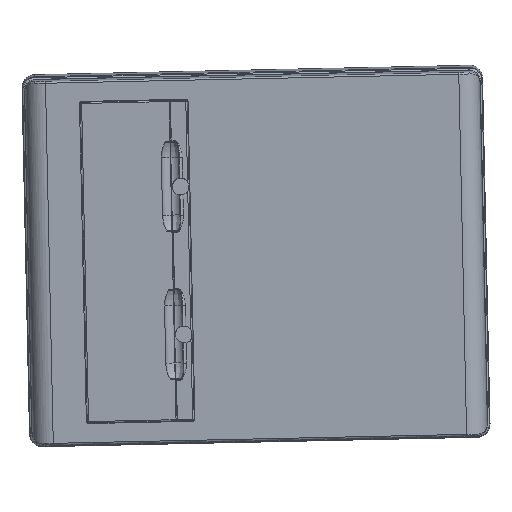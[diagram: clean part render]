
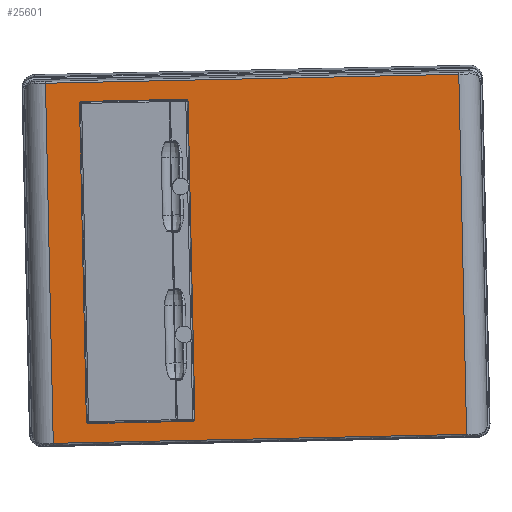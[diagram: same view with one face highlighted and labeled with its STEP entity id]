
A CAD part, top view. The second image highlights one B-rep face of the part: STEP entity #25601.
In plain terms, the highlighted face is planar.
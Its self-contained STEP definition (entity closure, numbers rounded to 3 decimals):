
#19577=CARTESIAN_POINT('',(-81.5,193.,55.));
#19578=DIRECTION('',(0.,0.,1.));
#19579=DIRECTION('',(1.,0.,0.));
#19580=AXIS2_PLACEMENT_3D('',#19577,#19578,#19579);
#19582=DIRECTION('',(-1.,0.,0.));
#19583=VECTOR('',#19582,126.);
#19584=CARTESIAN_POINT('',(-81.5,196.,55.));
#19585=LINE('',#19584,#19583);
#19586=CARTESIAN_POINT('',(-207.5,193.,55.));
#19587=DIRECTION('',(0.,0.,1.));
#19588=DIRECTION('',(0.,1.,0.));
#19589=AXIS2_PLACEMENT_3D('',#19586,#19587,#19588);
#19591=CARTESIAN_POINT('',(-207.5,-193.,55.));
#19592=DIRECTION('',(0.,0.,-1.));
#19593=DIRECTION('',(0.,-1.,0.));
#19594=AXIS2_PLACEMENT_3D('',#19591,#19592,#19593);
#19596=DIRECTION('',(-1.,0.,0.));
#19597=VECTOR('',#19596,126.);
#19598=CARTESIAN_POINT('',(-81.5,-196.,55.));
#19599=LINE('',#19598,#19597);
#19600=CARTESIAN_POINT('',(-81.5,-193.,55.));
#19601=DIRECTION('',(0.,0.,-1.));
#19602=DIRECTION('',(1.,0.,0.));
#19603=AXIS2_PLACEMENT_3D('',#19600,#19601,#19602);
#19605=DIRECTION('',(0.,-1.,0.));
#19606=VECTOR('',#19605,438.206);
#19607=CARTESIAN_POINT('',(251.303,219.103,55.));
#19608=LINE('',#19607,#19606);
#19609=DIRECTION('',(0.,-1.,0.));
#19610=VECTOR('',#19609,386.);
#19611=CARTESIAN_POINT('',(-78.5,193.,55.));
#19612=LINE('',#19611,#19610);
#21713=DIRECTION('',(0.,1.,0.));
#21714=VECTOR('',#21713,386.);
#21715=CARTESIAN_POINT('',(-210.5,-193.,55.));
#21716=LINE('',#21715,#21714);
#22980=DIRECTION('',(0.,-1.,0.));
#22981=VECTOR('',#22980,438.206);
#22982=CARTESIAN_POINT('',(-251.303,219.103,
55.));
#22983=LINE('',#22982,#22981);
#23291=CARTESIAN_POINT('',(251.303,219.103,55.));
#23302=DIRECTION('',(-1.,0.,0.));
#23303=VECTOR('',#23302,502.605);
#23304=CARTESIAN_POINT('',(251.303,219.103,55.));
#23305=LINE('',#23304,#23303);
#23633=CARTESIAN_POINT('',(251.303,-219.103,
55.));
#23643=DIRECTION('',(-1.,0.,0.));
#23644=VECTOR('',#23643,502.605);
#23645=CARTESIAN_POINT('',(251.303,-219.103,
55.));
#23646=LINE('',#23645,#23644);
#24365=VERTEX_POINT('',#23633);
#24367=CARTESIAN_POINT('',(-251.303,-219.103,
55.));
#24368=VERTEX_POINT('',#24367);
#24544=VERTEX_POINT('',#23291);
#24546=CARTESIAN_POINT('',(-251.303,219.103,
55.));
#24547=VERTEX_POINT('',#24546);
#24714=CARTESIAN_POINT('',(-207.5,-196.,55.));
#24715=CARTESIAN_POINT('',(-210.5,-193.,55.));
#24716=VERTEX_POINT('',#24714);
#24717=VERTEX_POINT('',#24715);
#24718=CARTESIAN_POINT('',(-78.5,-193.,55.));
#24719=CARTESIAN_POINT('',(-81.5,-196.,55.));
#24720=VERTEX_POINT('',#24718);
#24721=VERTEX_POINT('',#24719);
#24724=CARTESIAN_POINT('',(-207.5,196.,55.));
#24725=CARTESIAN_POINT('',(-210.5,193.,55.));
#24726=VERTEX_POINT('',#24724);
#24727=VERTEX_POINT('',#24725);
#24728=CARTESIAN_POINT('',(-78.5,193.,55.));
#24729=CARTESIAN_POINT('',(-81.5,196.,55.));
#24730=VERTEX_POINT('',#24728);
#24731=VERTEX_POINT('',#24729);
#25569=CARTESIAN_POINT('',(0.,0.,55.));
#25570=DIRECTION('',(0.,0.,1.));
#25571=DIRECTION('',(1.,0.,0.));
#25572=AXIS2_PLACEMENT_3D('',#25569,#25570,#25571);
#25573=PLANE('',#25572);
#25575=ORIENTED_EDGE('',*,*,#25574,.F.);
#25577=ORIENTED_EDGE('',*,*,#25576,.F.);
#25578=ORIENTED_EDGE('',*,*,#25555,.T.);
#25580=ORIENTED_EDGE('',*,*,#25579,.T.);
#25581=EDGE_LOOP('',(#25575,#25577,#25578,#25580));
#25582=FACE_OUTER_BOUND('',#25581,.F.);
#25584=ORIENTED_EDGE('',*,*,#25583,.F.);
#25586=ORIENTED_EDGE('',*,*,#25585,.T.);
#25588=ORIENTED_EDGE('',*,*,#25587,.T.);
#25590=ORIENTED_EDGE('',*,*,#25589,.T.);
#25592=ORIENTED_EDGE('',*,*,#25591,.F.);
#25594=ORIENTED_EDGE('',*,*,#25593,.F.);
#25596=ORIENTED_EDGE('',*,*,#25595,.F.);
#25598=ORIENTED_EDGE('',*,*,#25597,.F.);
#25599=EDGE_LOOP('',(#25584,#25586,#25588,#25590,#25592,#25594,#25596,#25598));
#25600=FACE_BOUND('',#25599,.F.);
#25601=ADVANCED_FACE('',(#25582,#25600),#25573,.T.);
#19581=CIRCLE('',#19580,3.);
#19590=CIRCLE('',#19589,3.);
#19595=CIRCLE('',#19594,3.);
#19604=CIRCLE('',#19603,3.);
#25555=EDGE_CURVE('',#24544,#24365,#19608,.T.);
#25574=EDGE_CURVE('',#24547,#24368,#22983,.T.);
#25576=EDGE_CURVE('',#24544,#24547,#23305,.T.);
#25579=EDGE_CURVE('',#24365,#24368,#23646,.T.);
#25583=EDGE_CURVE('',#24730,#24720,#19612,.T.);
#25585=EDGE_CURVE('',#24730,#24731,#19581,.T.);
#25587=EDGE_CURVE('',#24731,#24726,#19585,.T.);
#25589=EDGE_CURVE('',#24726,#24727,#19590,.T.);
#25591=EDGE_CURVE('',#24717,#24727,#21716,.T.);
#25593=EDGE_CURVE('',#24716,#24717,#19595,.T.);
#25595=EDGE_CURVE('',#24721,#24716,#19599,.T.);
#25597=EDGE_CURVE('',#24720,#24721,#19604,.T.);
